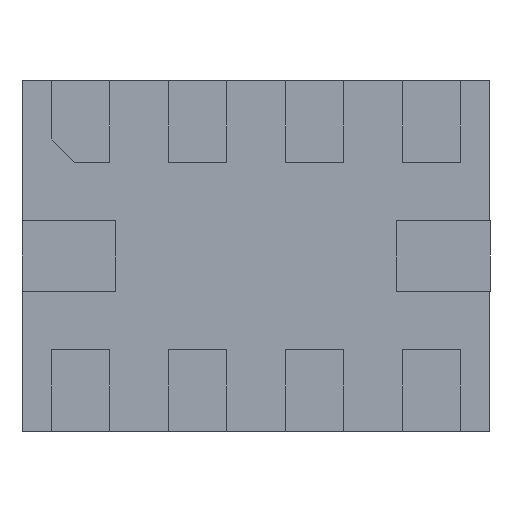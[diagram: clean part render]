
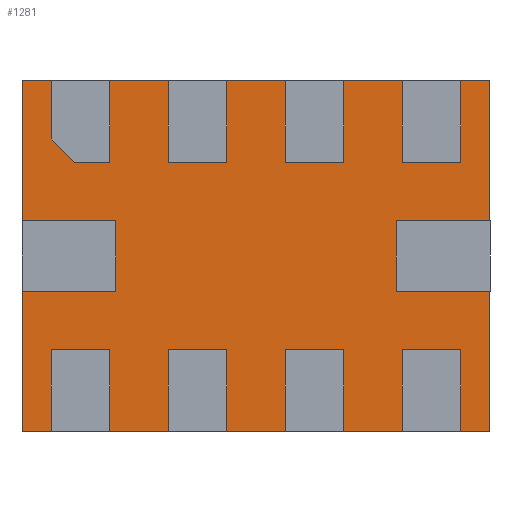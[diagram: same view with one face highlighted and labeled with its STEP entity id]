
A CAD part, front view. The second image highlights one B-rep face of the part: STEP entity #1281.
In plain terms, the highlighted planar face has unit normal (0, -1, 0).
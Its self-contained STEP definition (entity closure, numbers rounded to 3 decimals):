
#16 = EDGE_CURVE ( 'NONE', #416, #1568, #1799, .T. ) ;
#105 = AXIS2_PLACEMENT_3D ( 'NONE', #166, #1296, #1893 ) ;
#163 = DIRECTION ( 'NONE',  ( 0., 0., -1. ) ) ;
#166 = CARTESIAN_POINT ( 'NONE',  ( 0., 0., 0. ) ) ;
#234 = VERTEX_POINT ( 'NONE', #1955 ) ;
#237 = ORIENTED_EDGE ( 'NONE', *, *, #16, .F. ) ;
#370 = CARTESIAN_POINT ( 'NONE',  ( -1., 0., 0.75 ) ) ;
#416 = VERTEX_POINT ( 'NONE', #1606 ) ;
#504 = VECTOR ( 'NONE', #163, 1000. ) ;
#559 = VERTEX_POINT ( 'NONE', #370 ) ;
#570 = EDGE_CURVE ( 'NONE', #1568, #234, #1161, .T. ) ;
#585 = CARTESIAN_POINT ( 'NONE',  ( 1., 0., 0.75 ) ) ;
#588 = ORIENTED_EDGE ( 'NONE', *, *, #1361, .F. ) ;
#622 = PLANE ( 'NONE',  #105 ) ;
#628 = CARTESIAN_POINT ( 'NONE',  ( 1., 0., 0.75 ) ) ;
#714 = DIRECTION ( 'NONE',  ( -1., 0., 0. ) ) ;
#878 = EDGE_LOOP ( 'NONE', ( #588, #1057, #237, #2045 ) ) ;
#925 = DIRECTION ( 'NONE',  ( 1., 0., 0. ) ) ;
#1055 = CARTESIAN_POINT ( 'NONE',  ( 1., 0., -0.75 ) ) ;
#1057 = ORIENTED_EDGE ( 'NONE', *, *, #570, .F. ) ;
#1161 = LINE ( 'NONE', #1952, #1267 ) ;
#1208 = LINE ( 'NONE', #585, #1484 ) ;
#1267 = VECTOR ( 'NONE', #714, 1000. ) ;
#1281 = ADVANCED_FACE ( 'NONE', ( #1894 ), #622, .F. ) ;
#1296 = DIRECTION ( 'NONE',  ( 0., 1., 0. ) ) ;
#1361 = EDGE_CURVE ( 'NONE', #234, #559, #1703, .T. ) ;
#1461 = DIRECTION ( 'NONE',  ( 0., 0., 1. ) ) ;
#1484 = VECTOR ( 'NONE', #925, 1000. ) ;
#1568 = VERTEX_POINT ( 'NONE', #1055 ) ;
#1606 = CARTESIAN_POINT ( 'NONE',  ( 1., 0., 0.75 ) ) ;
#1611 = CARTESIAN_POINT ( 'NONE',  ( -1., 0., 0.75 ) ) ;
#1703 = LINE ( 'NONE', #1611, #1817 ) ;
#1799 = LINE ( 'NONE', #628, #504 ) ;
#1817 = VECTOR ( 'NONE', #1461, 1000. ) ;
#1893 = DIRECTION ( 'NONE',  ( 0., 0., 1. ) ) ;
#1894 = FACE_OUTER_BOUND ( 'NONE', #878, .T. ) ;
#1952 = CARTESIAN_POINT ( 'NONE',  ( 1., 0., -0.75 ) ) ;
#1955 = CARTESIAN_POINT ( 'NONE',  ( -1., 0., -0.75 ) ) ;
#1981 = EDGE_CURVE ( 'NONE', #559, #416, #1208, .T. ) ;
#2045 = ORIENTED_EDGE ( 'NONE', *, *, #1981, .F. ) ;
